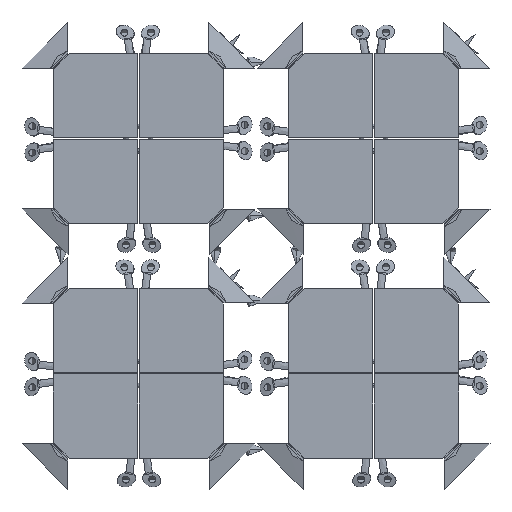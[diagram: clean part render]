
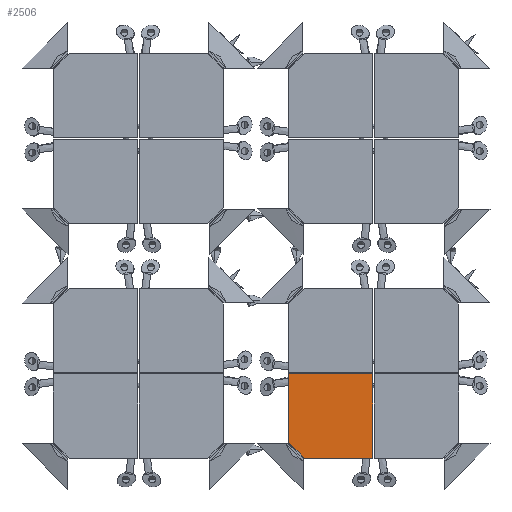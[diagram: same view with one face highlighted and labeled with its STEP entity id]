
A CAD part, top view. The second image highlights one B-rep face of the part: STEP entity #2506.
In plain terms, the highlighted free-form (B-spline) face has degree [3, 3] with [8, 5] control points.
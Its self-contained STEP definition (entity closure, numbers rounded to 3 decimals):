
#273=B_SPLINE_SURFACE_WITH_KNOTS('',3,3,((#24412,#24413,#24414,#24415,#24416),
(#24417,#24418,#24419,#24420,#24421),(#24422,#24423,#24424,#24425,#24426),
(#24427,#24428,#24429,#24430,#24431),(#24432,#24433,#24434,#24435,#24436),
(#24437,#24438,#24439,#24440,#24441),(#24442,#24443,#24444,#24445,#24446),
(#24447,#24448,#24449,#24450,#24451)),.UNSPECIFIED.,.F.,.F.,.F.,(4,1,1,
1,1,4),(4,1,4),(-0.264,0.038,0.341,
0.643,0.946,1.249),(-0.151,
0.605,1.362),.UNSPECIFIED.);
#2506=ADVANCED_FACE('',(#3578),#273,.T.);
#3578=FACE_OUTER_BOUND('',#4666,.T.);
#4666=EDGE_LOOP('',(#6743,#6744,#6745,#6746,#6747));
#6743=ORIENTED_EDGE('',*,*,#10629,.F.);
#6744=ORIENTED_EDGE('',*,*,#10630,.T.);
#6745=ORIENTED_EDGE('',*,*,#10631,.F.);
#6746=ORIENTED_EDGE('',*,*,#10623,.F.);
#6747=ORIENTED_EDGE('',*,*,#10628,.F.);
#10623=EDGE_CURVE('',#15217,#15218,#12861,.T.);
#10628=EDGE_CURVE('',#15222,#15217,#12866,.T.);
#10629=EDGE_CURVE('',#15223,#15222,#12867,.T.);
#10630=EDGE_CURVE('',#15223,#15220,#12868,.T.);
#10631=EDGE_CURVE('',#15218,#15220,#12869,.T.);
#12861=B_SPLINE_CURVE_WITH_KNOTS('',3,(#24592,#24593,#24594,#24595,#24596,
#24597,#24598,#24599),.UNSPECIFIED.,.F.,.F.,(4,1,1,1,1,4),(-4.679,
-4.642,-4.605,-4.568,-4.531,
-4.494),.UNSPECIFIED.);
#12866=B_SPLINE_CURVE_WITH_KNOTS('',3,(#24624,#24625,#24626,#24627,#24628,
#24629),.UNSPECIFIED.,.F.,.F.,(4,1,1,4),(-0.487,-0.394,
-0.197,0.),.UNSPECIFIED.);
#12867=B_SPLINE_CURVE_WITH_KNOTS('',3,(#24630,#24631,#24632,#24633),
 .UNSPECIFIED.,.F.,.F.,(4,4),(0.607,1.21),
 .UNSPECIFIED.);
#12868=B_SPLINE_CURVE_WITH_KNOTS('',3,(#24634,#24635,#24636,#24637,#24638,
#24639),.UNSPECIFIED.,.F.,.F.,(4,1,1,4),(0.607,0.754,
1.058,1.21),.UNSPECIFIED.);
#12869=B_SPLINE_CURVE_WITH_KNOTS('',3,(#24640,#24641,#24642,#24643),
 .UNSPECIFIED.,.F.,.F.,(4,4),(-4.494,-4.006),
 .UNSPECIFIED.);
#15217=VERTEX_POINT('',#24574);
#15218=VERTEX_POINT('',#24575);
#15220=VERTEX_POINT('',#24577);
#15222=VERTEX_POINT('',#24579);
#15223=VERTEX_POINT('',#24580);
#24412=CARTESIAN_POINT('',(41.801,-0.886,10.998));
#24413=CARTESIAN_POINT('',(41.801,5.519,10.998));
#24414=CARTESIAN_POINT('',(41.801,18.33,10.998));
#24415=CARTESIAN_POINT('',(41.801,31.141,10.998));
#24416=CARTESIAN_POINT('',(41.801,37.546,10.998));
#24417=CARTESIAN_POINT('',(44.363,-0.886,10.998));
#24418=CARTESIAN_POINT('',(44.363,5.519,10.998));
#24419=CARTESIAN_POINT('',(44.363,18.33,10.998));
#24420=CARTESIAN_POINT('',(44.363,31.141,10.998));
#24421=CARTESIAN_POINT('',(44.363,37.546,10.998));
#24422=CARTESIAN_POINT('',(49.487,-0.886,10.998));
#24423=CARTESIAN_POINT('',(49.487,5.519,10.998));
#24424=CARTESIAN_POINT('',(49.487,18.33,10.998));
#24425=CARTESIAN_POINT('',(49.487,31.141,10.998));
#24426=CARTESIAN_POINT('',(49.487,37.546,10.998));
#24427=CARTESIAN_POINT('',(57.174,-0.886,10.998));
#24428=CARTESIAN_POINT('',(57.174,5.519,10.998));
#24429=CARTESIAN_POINT('',(57.174,18.33,10.998));
#24430=CARTESIAN_POINT('',(57.174,31.141,10.998));
#24431=CARTESIAN_POINT('',(57.174,37.546,10.998));
#24432=CARTESIAN_POINT('',(64.86,-0.886,10.998));
#24433=CARTESIAN_POINT('',(64.86,5.519,10.998));
#24434=CARTESIAN_POINT('',(64.86,18.33,10.998));
#24435=CARTESIAN_POINT('',(64.86,31.141,10.998));
#24436=CARTESIAN_POINT('',(64.86,37.546,10.998));
#24437=CARTESIAN_POINT('',(72.547,-0.886,10.998));
#24438=CARTESIAN_POINT('',(72.547,5.519,10.998));
#24439=CARTESIAN_POINT('',(72.547,18.33,10.998));
#24440=CARTESIAN_POINT('',(72.547,31.141,10.998));
#24441=CARTESIAN_POINT('',(72.547,37.546,10.998));
#24442=CARTESIAN_POINT('',(77.671,-0.886,10.998));
#24443=CARTESIAN_POINT('',(77.671,5.519,10.998));
#24444=CARTESIAN_POINT('',(77.671,18.33,10.998));
#24445=CARTESIAN_POINT('',(77.671,31.141,10.998));
#24446=CARTESIAN_POINT('',(77.671,37.546,10.998));
#24447=CARTESIAN_POINT('',(80.233,-0.886,10.998));
#24448=CARTESIAN_POINT('',(80.233,5.519,10.998));
#24449=CARTESIAN_POINT('',(80.233,18.33,10.998));
#24450=CARTESIAN_POINT('',(80.233,31.141,10.998));
#24451=CARTESIAN_POINT('',(80.233,37.546,10.998));
#24574=CARTESIAN_POINT('',(48.517,2.957,10.998));
#24575=CARTESIAN_POINT('',(45.644,5.83,10.998));
#24577=CARTESIAN_POINT('',(45.644,18.203,10.998));
#24579=CARTESIAN_POINT('',(60.89,2.957,10.998));
#24580=CARTESIAN_POINT('',(60.89,18.203,10.998));
#24592=CARTESIAN_POINT('',(48.517,2.957,10.998));
#24593=CARTESIAN_POINT('',(48.216,2.957,10.998));
#24594=CARTESIAN_POINT('',(47.614,3.052,10.998));
#24595=CARTESIAN_POINT('',(46.8,3.467,10.998));
#24596=CARTESIAN_POINT('',(46.154,4.113,10.998));
#24597=CARTESIAN_POINT('',(45.739,4.927,10.998));
#24598=CARTESIAN_POINT('',(45.644,5.529,10.998));
#24599=CARTESIAN_POINT('',(45.644,5.83,10.998));
#24624=CARTESIAN_POINT('',(60.89,2.957,10.998));
#24625=CARTESIAN_POINT('',(60.099,2.957,10.998));
#24626=CARTESIAN_POINT('',(57.641,2.957,10.998));
#24627=CARTESIAN_POINT('',(53.517,2.957,10.998));
#24628=CARTESIAN_POINT('',(50.183,2.957,10.998));
#24629=CARTESIAN_POINT('',(48.517,2.957,10.998));
#24630=CARTESIAN_POINT('',(60.89,18.203,10.998));
#24631=CARTESIAN_POINT('',(60.89,13.121,10.998));
#24632=CARTESIAN_POINT('',(60.89,8.039,10.998));
#24633=CARTESIAN_POINT('',(60.89,2.957,10.998));
#24634=CARTESIAN_POINT('',(60.89,18.203,10.998));
#24635=CARTESIAN_POINT('',(59.651,18.203,10.998));
#24636=CARTESIAN_POINT('',(55.85,18.203,10.998));
#24637=CARTESIAN_POINT('',(50.768,18.203,10.998));
#24638=CARTESIAN_POINT('',(46.925,18.203,10.998));
#24639=CARTESIAN_POINT('',(45.644,18.203,10.998));
#24640=CARTESIAN_POINT('',(45.644,5.83,10.998));
#24641=CARTESIAN_POINT('',(45.644,9.954,10.998));
#24642=CARTESIAN_POINT('',(45.644,14.079,10.998));
#24643=CARTESIAN_POINT('',(45.644,18.203,10.998));
